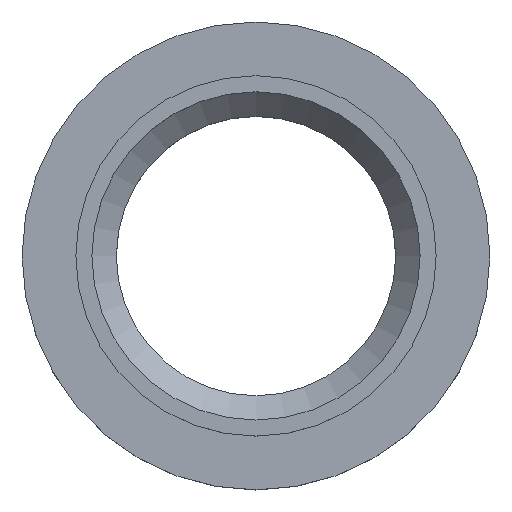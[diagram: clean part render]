
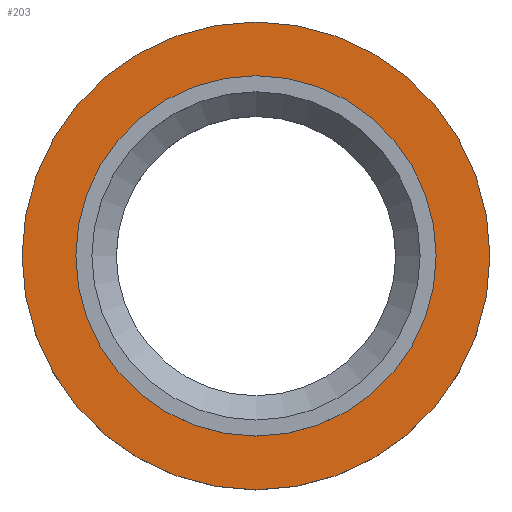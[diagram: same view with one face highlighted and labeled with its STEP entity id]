
A CAD part, top view. The second image highlights one B-rep face of the part: STEP entity #203.
In plain terms, the highlighted planar face has unit normal (0, 0, 1).
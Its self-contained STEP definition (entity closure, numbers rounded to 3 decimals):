
#16=FACE_BOUND('',#48,.T.);
#20=PLANE('',#239);
#31=FACE_OUTER_BOUND('',#47,.T.);
#47=EDGE_LOOP('',(#156));
#48=EDGE_LOOP('',(#157));
#88=CIRCLE('',#238,25.8);
#89=CIRCLE('',#240,33.5);
#103=VERTEX_POINT('',#351);
#104=VERTEX_POINT('',#355);
#122=EDGE_CURVE('',#103,#103,#88,.T.);
#123=EDGE_CURVE('',#104,#104,#89,.T.);
#156=ORIENTED_EDGE('',*,*,#123,.T.);
#157=ORIENTED_EDGE('',*,*,#122,.F.);
#203=ADVANCED_FACE('',(#31,#16),#20,.T.);
#238=AXIS2_PLACEMENT_3D('',#353,#285,#286);
#239=AXIS2_PLACEMENT_3D('',#354,#287,#288);
#240=AXIS2_PLACEMENT_3D('',#356,#289,#290);
#285=DIRECTION('center_axis',(0.,0.,1.));
#286=DIRECTION('ref_axis',(1.,0.,0.));
#287=DIRECTION('center_axis',(0.,0.,1.));
#288=DIRECTION('ref_axis',(1.,0.,0.));
#289=DIRECTION('center_axis',(0.,0.,1.));
#290=DIRECTION('ref_axis',(1.,0.,0.));
#351=CARTESIAN_POINT('',(-25.8,0.,8.426));
#353=CARTESIAN_POINT('Origin',(0.,0.,
8.426));
#354=CARTESIAN_POINT('Origin',(0.,-25.8,8.426));
#355=CARTESIAN_POINT('',(-33.5,0.,8.426));
#356=CARTESIAN_POINT('Origin',(0.,0.,
8.426));
